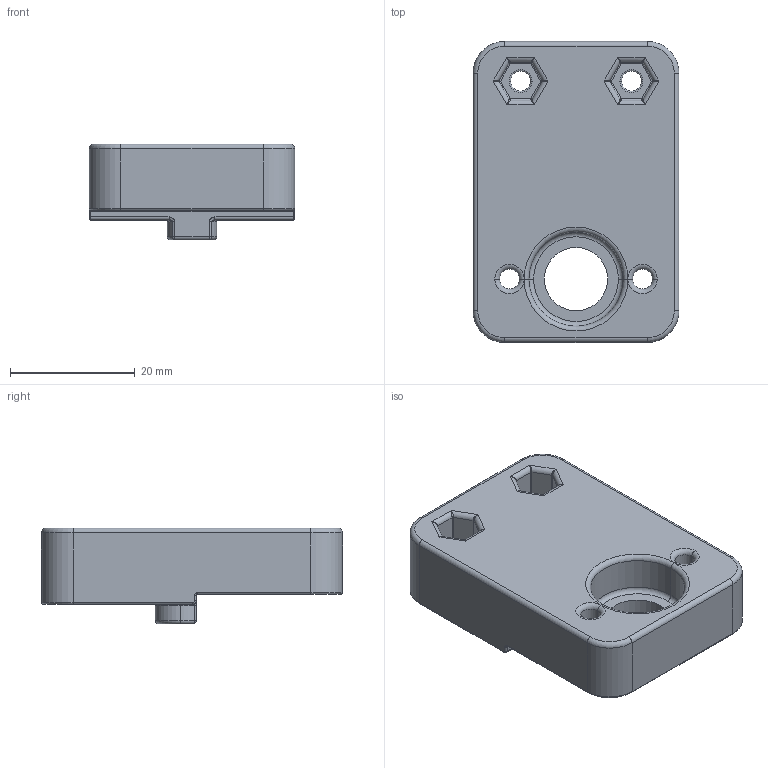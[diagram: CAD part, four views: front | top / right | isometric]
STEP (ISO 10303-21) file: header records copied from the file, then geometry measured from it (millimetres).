
FILE_DESCRIPTION (( 'STEP AP214' ), '1' );
FILE_NAME ('AARL_QR_FR_LE_PL_BL_011j3 new.STEP', '2024-06-21T05:49:03', ( '' ), ( '' ), 'SwSTEP 2.0', 'SolidWorks 2024', '' );
FILE_SCHEMA (( 'AUTOMOTIVE_DESIGN' ));
Length unit declared in the file: inch
Products named in the file (1): AARL_QR_FR_LE_PL_BL_011j3 new
Bounding box: 33.02 x 48.26 x 15.37 mm (x, y, z)
Volume: 15471 mm3; surface area: 5849.2 mm2
Topology: 1 solids, 1 shells, 245 faces, 552 edges, 281 vertices
Faces by surface type: cylinder 109, torus 54, plane 38, sphere 30, bspline 14
Entity records: 6863 total; most frequent: CARTESIAN_POINT 1550, DIRECTION 1242, ORIENTED_EDGE 1036, AXIS2_PLACEMENT_3D 520, EDGE_CURVE 518, CIRCLE 288, VERTEX_POINT 278, EDGE_LOOP 258
